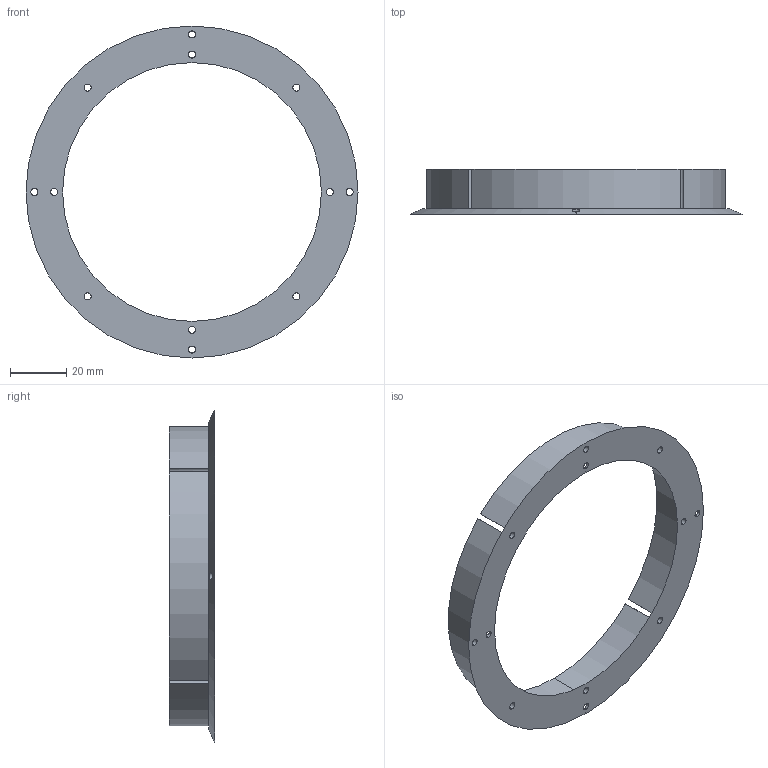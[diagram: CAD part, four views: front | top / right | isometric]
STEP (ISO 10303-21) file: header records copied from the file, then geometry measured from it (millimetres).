
FILE_DESCRIPTION (( 'STEP AP214' ), '1' );
FILE_NAME ('遠_菁窒.S', '2023-11-17T13:50:07', ( '' ), ( '' ), 'SwSTEP 2.0', 'SolidWorks 2022', '' );
FILE_SCHEMA (( 'AUTOMOTIVE_DESIGN' ));
Length unit declared in the file: millimetre
Products named in the file (1): 环_底部
Bounding box: 118 x 16 x 118 mm (x, y, z)
Volume: 12697.9 mm3; surface area: 18096.7 mm2
Topology: 1 solids, 1 shells, 45 faces, 142 edges, 92 vertices
Faces by surface type: cylinder 34, plane 7, cone 4
Entity records: 1966 total; most frequent: CARTESIAN_POINT 584, DIRECTION 294, ORIENTED_EDGE 284, EDGE_CURVE 142, AXIS2_PLACEMENT_3D 122, VERTEX_POINT 92, CIRCLE 76, EDGE_LOOP 64
